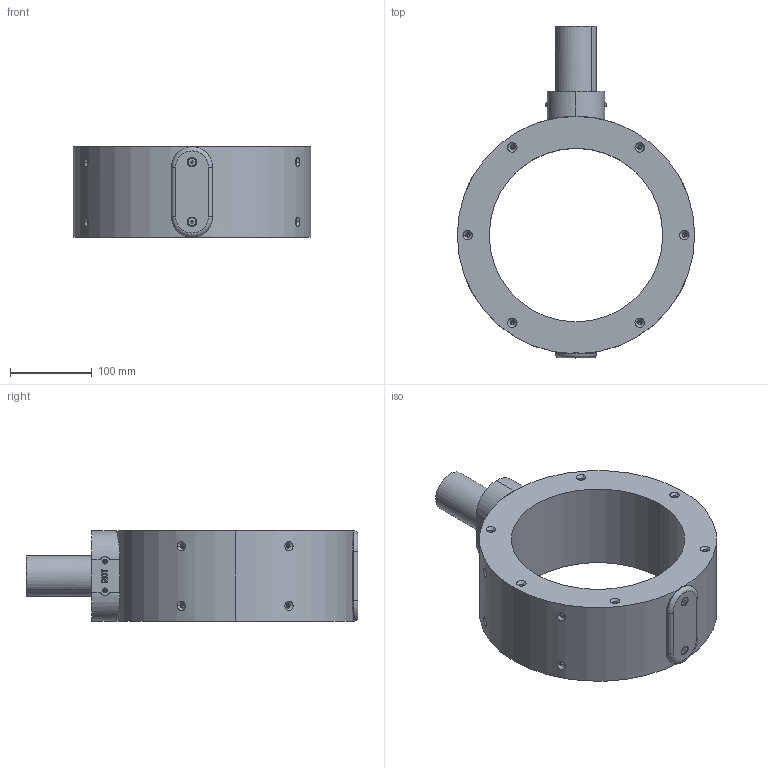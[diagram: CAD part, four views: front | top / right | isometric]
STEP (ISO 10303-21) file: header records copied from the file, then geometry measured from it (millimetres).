
FILE_DESCRIPTION (( 'STEP AP214' ), '1' );
FILE_NAME ('P-212-030-rev-H-ST.STEP', '2023-12-04T07:41:18', ( '' ), ( '' ), 'SwSTEP 2.0', 'SolidWorks 2023', '' );
FILE_SCHEMA (( 'AUTOMOTIVE_DESIGN' ));
Length unit declared in the file: millimetre
Products named in the file (1): P-212-030-rev-H-ST
Bounding box: 290 x 405.45 x 110.36 mm (x, y, z)
Volume: 3761433.6 mm3; surface area: 273898.5 mm2
Topology: 1 solids, 16 shells, 633 faces, 1475 edges, 881 vertices
Faces by surface type: plane 222, cylinder 195, cone 140, bspline 37, torus 31, sphere 8
Entity records: 20640 total; most frequent: CARTESIAN_POINT 6694, DIRECTION 2887, ORIENTED_EDGE 2830, EDGE_CURVE 1415, AXIS2_PLACEMENT_3D 1098, VERTEX_POINT 881, EDGE_LOOP 716, VECTOR 691
